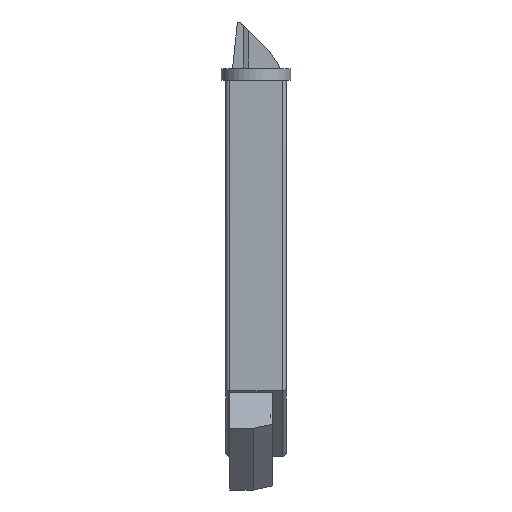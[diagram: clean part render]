
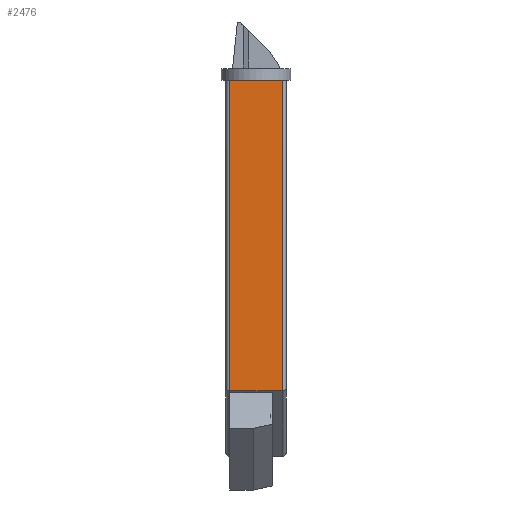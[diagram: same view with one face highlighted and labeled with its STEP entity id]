
A CAD part, front view. The second image highlights one B-rep face of the part: STEP entity #2476.
In plain terms, the highlighted planar face has unit normal (0, -1, 0).
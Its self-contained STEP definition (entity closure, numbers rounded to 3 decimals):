
#500 = VECTOR ( 'NONE', #3037, 1000. ) ;
#694 = VERTEX_POINT ( 'NONE', #6690 ) ;
#967 = PLANE ( 'NONE',  #5362 ) ;
#1009 = CARTESIAN_POINT ( 'NONE',  ( 6.75, -108., -13. ) ) ;
#1072 = EDGE_CURVE ( 'NONE', #5368, #5268, #3315, .T. ) ;
#1421 = LINE ( 'NONE', #2063, #3795 ) ;
#1541 = ORIENTED_EDGE ( 'NONE', *, *, #6207, .T. ) ;
#1655 = LINE ( 'NONE', #1009, #9077 ) ;
#2063 = CARTESIAN_POINT ( 'NONE',  ( 7.75, -108., 67. ) ) ;
#2347 = LINE ( 'NONE', #8600, #500 ) ;
#2476 = ADVANCED_FACE ( 'NONE', ( #5106 ), #967, .F. ) ;
#3037 = DIRECTION ( 'NONE',  ( -1., 0., 0. ) ) ;
#3043 = DIRECTION ( 'NONE',  ( 0., 1., 0. ) ) ;
#3315 = LINE ( 'NONE', #8830, #8106 ) ;
#3335 = DIRECTION ( 'NONE',  ( -1., 0., 0. ) ) ;
#3764 = DIRECTION ( 'NONE',  ( 0., 0., 1. ) ) ;
#3775 = DIRECTION ( 'NONE',  ( 0., 0., 1. ) ) ;
#3795 = VECTOR ( 'NONE', #3335, 1000. ) ;
#3970 = EDGE_CURVE ( 'NONE', #694, #5268, #2347, .T. ) ;
#5106 = FACE_OUTER_BOUND ( 'NONE', #7715, .T. ) ;
#5120 = ORIENTED_EDGE ( 'NONE', *, *, #1072, .T. ) ;
#5247 = CARTESIAN_POINT ( 'NONE',  ( 6.75, -108., 67. ) ) ;
#5268 = VERTEX_POINT ( 'NONE', #7916 ) ;
#5293 = CARTESIAN_POINT ( 'NONE',  ( 7.75, -108., -13. ) ) ;
#5362 = AXIS2_PLACEMENT_3D ( 'NONE', #5293, #3043, #3775 ) ;
#5368 = VERTEX_POINT ( 'NONE', #8129 ) ;
#5741 = ORIENTED_EDGE ( 'NONE', *, *, #3970, .F. ) ;
#6207 = EDGE_CURVE ( 'NONE', #8953, #5368, #1421, .T. ) ;
#6690 = CARTESIAN_POINT ( 'NONE',  ( 6.75, -108., -13. ) ) ;
#6880 = EDGE_CURVE ( 'NONE', #694, #8953, #1655, .T. ) ;
#7294 = ORIENTED_EDGE ( 'NONE', *, *, #6880, .T. ) ;
#7715 = EDGE_LOOP ( 'NONE', ( #1541, #5120, #5741, #7294 ) ) ;
#7916 = CARTESIAN_POINT ( 'NONE',  ( -6.75, -108., -13. ) ) ;
#8106 = VECTOR ( 'NONE', #8920, 1000. ) ;
#8129 = CARTESIAN_POINT ( 'NONE',  ( -6.75, -108., 67. ) ) ;
#8600 = CARTESIAN_POINT ( 'NONE',  ( 7.75, -108., -13. ) ) ;
#8830 = CARTESIAN_POINT ( 'NONE',  ( -6.75, -108., -13. ) ) ;
#8920 = DIRECTION ( 'NONE',  ( 0., 0., -1. ) ) ;
#8953 = VERTEX_POINT ( 'NONE', #5247 ) ;
#9077 = VECTOR ( 'NONE', #3764, 1000. ) ;
